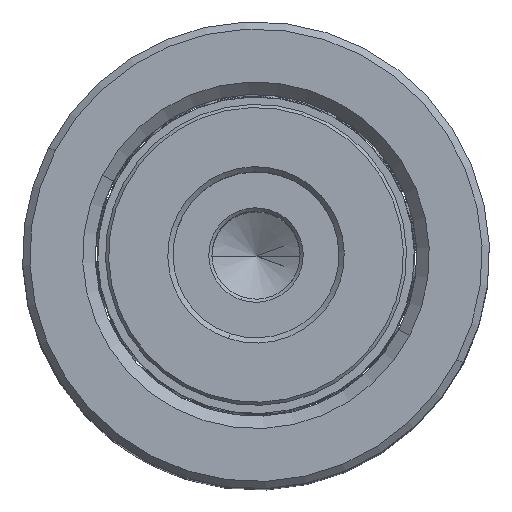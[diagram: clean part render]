
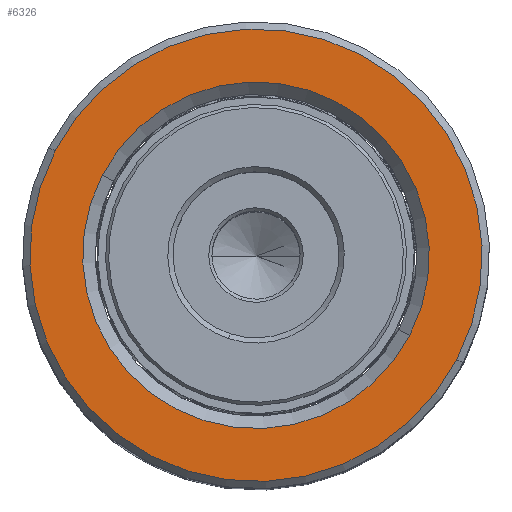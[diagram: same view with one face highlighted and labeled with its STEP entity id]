
A CAD part, top view. The second image highlights one B-rep face of the part: STEP entity #6326.
In plain terms, the highlighted planar face has unit normal (0, 0, 1).
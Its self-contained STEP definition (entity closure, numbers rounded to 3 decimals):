
#1282 = EDGE_CURVE ( 'NONE', #32765, #31184, #21209, .T. ) ;
#2916 = PLANE ( 'NONE',  #13817 ) ;
#4567 = CARTESIAN_POINT ( 'NONE',  ( 0., 0., 80. ) ) ;
#6326 = ADVANCED_FACE ( 'NONE', ( #7985, #13319 ), #2916, .T. ) ;
#6522 = CIRCLE ( 'NONE', #35384, 21.8 ) ;
#7311 = CIRCLE ( 'NONE', #38847, 16.7 ) ;
#7358 = VERTEX_POINT ( 'NONE', #34704 ) ;
#7676 = CARTESIAN_POINT ( 'NONE',  ( -21.8, 0., 80. ) ) ;
#7680 = DIRECTION ( 'NONE',  ( 0., 0., 1. ) ) ;
#7985 = FACE_OUTER_BOUND ( 'NONE', #29239, .T. ) ;
#8698 = DIRECTION ( 'NONE',  ( 1., 0., 0. ) ) ;
#9265 = ORIENTED_EDGE ( 'NONE', *, *, #1282, .T. ) ;
#9646 = AXIS2_PLACEMENT_3D ( 'NONE', #27651, #21304, #8698 ) ;
#10807 = DIRECTION ( 'NONE',  ( 1., 0., 0. ) ) ;
#12068 = CARTESIAN_POINT ( 'NONE',  ( 0., 0., 80. ) ) ;
#12785 = VERTEX_POINT ( 'NONE', #30134 ) ;
#13319 = FACE_BOUND ( 'NONE', #23627, .T. ) ;
#13817 = AXIS2_PLACEMENT_3D ( 'NONE', #15520, #18651, #31656 ) ;
#14951 = DIRECTION ( 'NONE',  ( 0., 0., -1. ) ) ;
#15520 = CARTESIAN_POINT ( 'NONE',  ( 0., 0., 80. ) ) ;
#17668 = DIRECTION ( 'NONE',  ( 1., 0., 0. ) ) ;
#17881 = DIRECTION ( 'NONE',  ( 1., 0., 0. ) ) ;
#18651 = DIRECTION ( 'NONE',  ( 0., 0., 1. ) ) ;
#20451 = EDGE_CURVE ( 'NONE', #12785, #7358, #27824, .T. ) ;
#20887 = EDGE_CURVE ( 'NONE', #31184, #32765, #6522, .T. ) ;
#21209 = CIRCLE ( 'NONE', #38744, 21.8 ) ;
#21304 = DIRECTION ( 'NONE',  ( 0., 0., -1. ) ) ;
#23627 = EDGE_LOOP ( 'NONE', ( #38051, #25589 ) ) ;
#24368 = DIRECTION ( 'NONE',  ( 0., 0., 1. ) ) ;
#25589 = ORIENTED_EDGE ( 'NONE', *, *, #27561, .T. ) ;
#27561 = EDGE_CURVE ( 'NONE', #7358, #12785, #7311, .T. ) ;
#27651 = CARTESIAN_POINT ( 'NONE',  ( 0., 0., 80. ) ) ;
#27824 = CIRCLE ( 'NONE', #9646, 16.7 ) ;
#29239 = EDGE_LOOP ( 'NONE', ( #9265, #39617 ) ) ;
#30134 = CARTESIAN_POINT ( 'NONE',  ( 16.7, 0., 80. ) ) ;
#30385 = CARTESIAN_POINT ( 'NONE',  ( 0., 0., 80. ) ) ;
#31184 = VERTEX_POINT ( 'NONE', #36533 ) ;
#31656 = DIRECTION ( 'NONE',  ( 1., 0., 0. ) ) ;
#32765 = VERTEX_POINT ( 'NONE', #7676 ) ;
#34704 = CARTESIAN_POINT ( 'NONE',  ( -16.7, 0., 80. ) ) ;
#35384 = AXIS2_PLACEMENT_3D ( 'NONE', #12068, #24368, #17881 ) ;
#36533 = CARTESIAN_POINT ( 'NONE',  ( 21.8, 0., 80. ) ) ;
#38051 = ORIENTED_EDGE ( 'NONE', *, *, #20451, .T. ) ;
#38744 = AXIS2_PLACEMENT_3D ( 'NONE', #4567, #7680, #10807 ) ;
#38847 = AXIS2_PLACEMENT_3D ( 'NONE', #30385, #14951, #17668 ) ;
#39617 = ORIENTED_EDGE ( 'NONE', *, *, #20887, .T. ) ;
